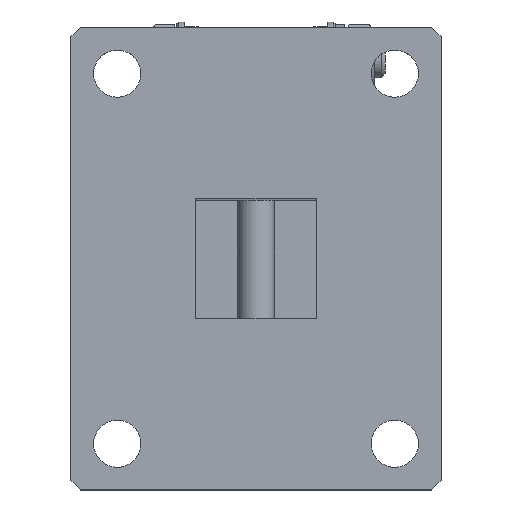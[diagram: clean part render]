
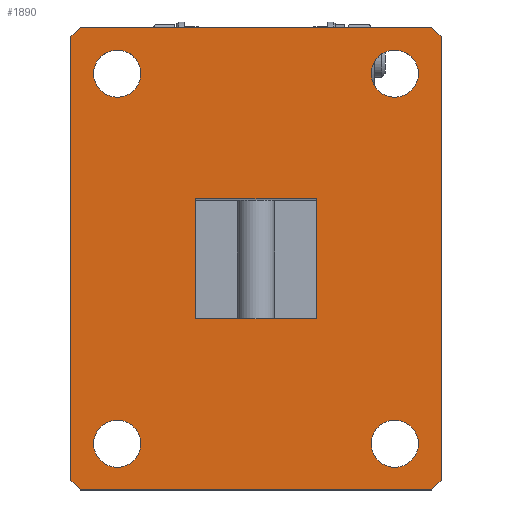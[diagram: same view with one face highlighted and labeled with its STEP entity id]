
A CAD part, top view. The second image highlights one B-rep face of the part: STEP entity #1890.
In plain terms, the highlighted planar face has unit normal (0, 0, 1).
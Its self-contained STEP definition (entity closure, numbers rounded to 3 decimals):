
#158=CIRCLE('',#2136,5.1);
#159=CIRCLE('',#2138,5.1);
#160=CIRCLE('',#2140,5.1);
#161=CIRCLE('',#2142,5.1);
#238=FACE_BOUND('',#416,.T.);
#239=FACE_BOUND('',#417,.T.);
#240=FACE_BOUND('',#418,.T.);
#241=FACE_BOUND('',#419,.T.);
#242=FACE_BOUND('',#420,.T.);
#292=FACE_OUTER_BOUND('',#415,.T.);
#415=EDGE_LOOP('',(#1417,#1418,#1419,#1420,#1421,#1422,#1423,#1424));
#416=EDGE_LOOP('',(#1425));
#417=EDGE_LOOP('',(#1426));
#418=EDGE_LOOP('',(#1427));
#419=EDGE_LOOP('',(#1428));
#420=EDGE_LOOP('',(#1429,#1430,#1431,#1432));
#553=LINE('',#3010,#711);
#556=LINE('',#3015,#714);
#558=LINE('',#3019,#716);
#560=LINE('',#3024,#718);
#563=LINE('',#3029,#721);
#565=LINE('',#3033,#723);
#573=LINE('',#3060,#731);
#576=LINE('',#3068,#734);
#579=LINE('',#3074,#737);
#582=LINE('',#3080,#740);
#585=LINE('',#3084,#743);
#586=LINE('',#3087,#744);
#711=VECTOR('',#2415,2.828);
#714=VECTOR('',#2420,76.);
#716=VECTOR('',#2424,2.828);
#718=VECTOR('',#2428,2.828);
#721=VECTOR('',#2433,76.);
#723=VECTOR('',#2437,2.828);
#731=VECTOR('',#2471,96.);
#734=VECTOR('',#2476,26.);
#737=VECTOR('',#2481,26.);
#740=VECTOR('',#2486,26.);
#743=VECTOR('',#2491,26.);
#744=VECTOR('',#2496,96.);
#859=VERTEX_POINT('',#3008);
#860=VERTEX_POINT('',#3009);
#861=VERTEX_POINT('',#3014);
#862=VERTEX_POINT('',#3018);
#863=VERTEX_POINT('',#3022);
#864=VERTEX_POINT('',#3023);
#865=VERTEX_POINT('',#3028);
#866=VERTEX_POINT('',#3032);
#867=VERTEX_POINT('',#3036);
#868=VERTEX_POINT('',#3040);
#869=VERTEX_POINT('',#3044);
#870=VERTEX_POINT('',#3048);
#875=VERTEX_POINT('',#3065);
#876=VERTEX_POINT('',#3067);
#878=VERTEX_POINT('',#3073);
#880=VERTEX_POINT('',#3079);
#1040=EDGE_CURVE('',#859,#860,#553,.T.);
#1043=EDGE_CURVE('',#860,#861,#556,.T.);
#1045=EDGE_CURVE('',#861,#862,#558,.T.);
#1047=EDGE_CURVE('',#863,#864,#560,.T.);
#1050=EDGE_CURVE('',#864,#865,#563,.T.);
#1052=EDGE_CURVE('',#865,#866,#565,.T.);
#1054=EDGE_CURVE('',#867,#867,#158,.T.);
#1056=EDGE_CURVE('',#868,#868,#159,.T.);
#1058=EDGE_CURVE('',#869,#869,#160,.T.);
#1060=EDGE_CURVE('',#870,#870,#161,.T.);
#1066=EDGE_CURVE('',#862,#863,#573,.T.);
#1069=EDGE_CURVE('',#876,#875,#576,.T.);
#1072=EDGE_CURVE('',#878,#876,#579,.T.);
#1075=EDGE_CURVE('',#880,#878,#582,.T.);
#1078=EDGE_CURVE('',#875,#880,#585,.T.);
#1079=EDGE_CURVE('',#866,#859,#586,.T.);
#1417=ORIENTED_EDGE('',*,*,#1040,.F.);
#1418=ORIENTED_EDGE('',*,*,#1079,.F.);
#1419=ORIENTED_EDGE('',*,*,#1052,.F.);
#1420=ORIENTED_EDGE('',*,*,#1050,.F.);
#1421=ORIENTED_EDGE('',*,*,#1047,.F.);
#1422=ORIENTED_EDGE('',*,*,#1066,.F.);
#1423=ORIENTED_EDGE('',*,*,#1045,.F.);
#1424=ORIENTED_EDGE('',*,*,#1043,.F.);
#1425=ORIENTED_EDGE('',*,*,#1054,.T.);
#1426=ORIENTED_EDGE('',*,*,#1056,.T.);
#1427=ORIENTED_EDGE('',*,*,#1058,.T.);
#1428=ORIENTED_EDGE('',*,*,#1060,.T.);
#1429=ORIENTED_EDGE('',*,*,#1069,.T.);
#1430=ORIENTED_EDGE('',*,*,#1078,.T.);
#1431=ORIENTED_EDGE('',*,*,#1075,.T.);
#1432=ORIENTED_EDGE('',*,*,#1072,.T.);
#1810=PLANE('',#2154);
#1890=ADVANCED_FACE('',(#292,#238,#239,#240,#241,#242),#1810,.T.);
#2136=AXIS2_PLACEMENT_3D('',#3037,#2441,#2442);
#2138=AXIS2_PLACEMENT_3D('',#3041,#2446,#2447);
#2140=AXIS2_PLACEMENT_3D('',#3045,#2451,#2452);
#2142=AXIS2_PLACEMENT_3D('',#3049,#2456,#2457);
#2154=AXIS2_PLACEMENT_3D('',#3088,#2497,#2498);
#2415=DIRECTION('',(0.707,0.707,0.));
#2420=DIRECTION('',(1.,0.,0.));
#2424=DIRECTION('',(0.707,-0.707,0.));
#2428=DIRECTION('',(-0.707,-0.707,0.));
#2433=DIRECTION('',(-1.,0.,0.));
#2437=DIRECTION('',(-0.707,0.707,0.));
#2441=DIRECTION('center_axis',(0.,0.,-1.));
#2442=DIRECTION('ref_axis',(-1.,0.,0.));
#2446=DIRECTION('center_axis',(0.,0.,-1.));
#2447=DIRECTION('ref_axis',(-1.,0.,0.));
#2451=DIRECTION('center_axis',(0.,0.,-1.));
#2452=DIRECTION('ref_axis',(-1.,0.,0.));
#2456=DIRECTION('center_axis',(0.,0.,-1.));
#2457=DIRECTION('ref_axis',(-1.,0.,0.));
#2471=DIRECTION('',(0.,-1.,0.));
#2476=DIRECTION('',(0.,1.,0.));
#2481=DIRECTION('',(-1.,0.,0.));
#2486=DIRECTION('',(0.,-1.,0.));
#2491=DIRECTION('',(1.,0.,0.));
#2496=DIRECTION('',(0.,1.,0.));
#2497=DIRECTION('center_axis',(0.,0.,1.));
#2498=DIRECTION('ref_axis',(1.,0.,0.));
#3008=CARTESIAN_POINT('',(-40.,48.,205.));
#3009=CARTESIAN_POINT('',(-38.,50.,205.));
#3010=CARTESIAN_POINT('',(-40.,48.,205.));
#3014=CARTESIAN_POINT('',(38.,50.,205.));
#3015=CARTESIAN_POINT('',(-38.,50.,205.));
#3018=CARTESIAN_POINT('',(40.,48.,205.));
#3019=CARTESIAN_POINT('',(38.,50.,205.));
#3022=CARTESIAN_POINT('',(40.,-48.,205.));
#3023=CARTESIAN_POINT('',(38.,-50.,205.));
#3024=CARTESIAN_POINT('',(40.,-48.,205.));
#3028=CARTESIAN_POINT('',(-38.,-50.,205.));
#3029=CARTESIAN_POINT('',(38.,-50.,205.));
#3032=CARTESIAN_POINT('',(-40.,-48.,205.));
#3033=CARTESIAN_POINT('',(-38.,-50.,205.));
#3036=CARTESIAN_POINT('',(-24.9,-40.,205.));
#3037=CARTESIAN_POINT('Origin',(-30.,-40.,205.));
#3040=CARTESIAN_POINT('',(35.1,-40.,205.));
#3041=CARTESIAN_POINT('Origin',(30.,-40.,205.));
#3044=CARTESIAN_POINT('',(-24.9,40.,205.));
#3045=CARTESIAN_POINT('Origin',(-30.,40.,205.));
#3048=CARTESIAN_POINT('',(35.1,40.,205.));
#3049=CARTESIAN_POINT('Origin',(30.,40.,205.));
#3060=CARTESIAN_POINT('',(40.,48.,205.));
#3065=CARTESIAN_POINT('',(-13.,13.,205.));
#3067=CARTESIAN_POINT('',(-13.,-13.,205.));
#3068=CARTESIAN_POINT('',(-13.,-13.,205.));
#3073=CARTESIAN_POINT('',(13.,-13.,205.));
#3074=CARTESIAN_POINT('',(13.,-13.,205.));
#3079=CARTESIAN_POINT('',(13.,13.,205.));
#3080=CARTESIAN_POINT('',(13.,13.,205.));
#3084=CARTESIAN_POINT('',(-13.,13.,205.));
#3087=CARTESIAN_POINT('',(-40.,-48.,205.));
#3088=CARTESIAN_POINT('Origin',(0.,0.,205.));
